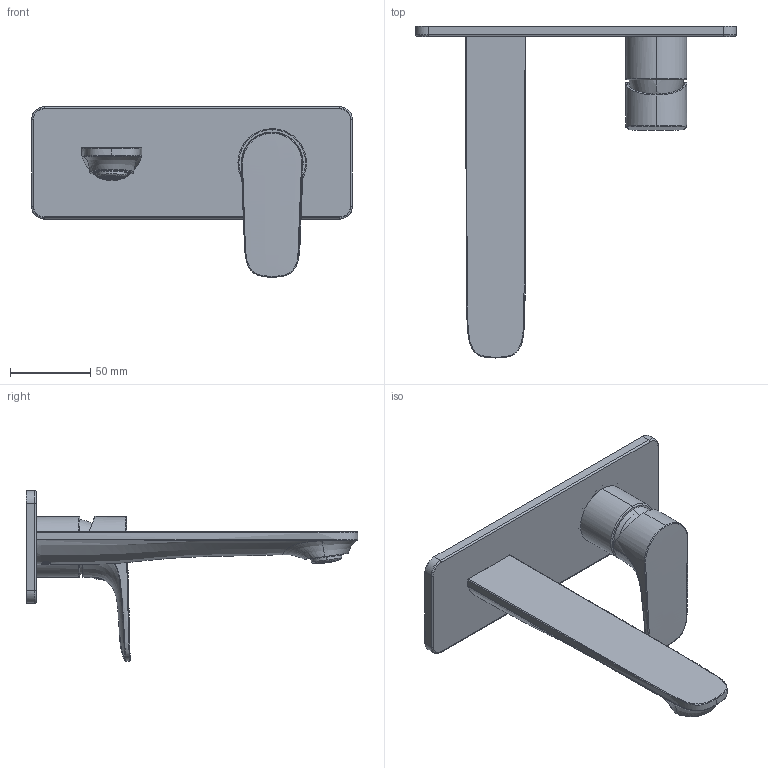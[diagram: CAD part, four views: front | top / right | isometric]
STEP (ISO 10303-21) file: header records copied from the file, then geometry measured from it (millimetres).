
FILE_DESCRIPTION(/* description */ (''),/* implementation_level */ '2;1');
FILE_NAME(/* name */ 'STEP - 155232603.2_9512460',/* time_stamp */ '2024-07-18T13:41:42+10:00',/* author */ (''),/* organization */ (''),/* preprocessor_version */ 'ST-DEVELOPER v16.5',/* originating_system */ 'Rhino 7.23',/* authorisation */ '');
FILE_SCHEMA (('AUTOMOTIVE_DESIGN'));
Length unit declared in the file: millimetre
Products named in the file (1): Document
Bounding box: 200 x 206.91 x 106.24 mm (x, y, z)
Volume: 97659.5 mm3; surface area: 94377.1 mm2
Topology: 12 solids, 12 shells, 1396 faces, 3540 edges, 2259 vertices
Faces by surface type: plane 971, bspline 280, cylinder 145
Entity records: 76335 total; most frequent: CARTESIAN_POINT 52582, ORIENTED_EDGE 7052, EDGE_CURVE 3526, B_SPLINE_CURVE_WITH_KNOTS 3026, VERTEX_POINT 2259, EDGE_LOOP 1521, ADVANCED_FACE 1396, FACE_OUTER_BOUND 1396
